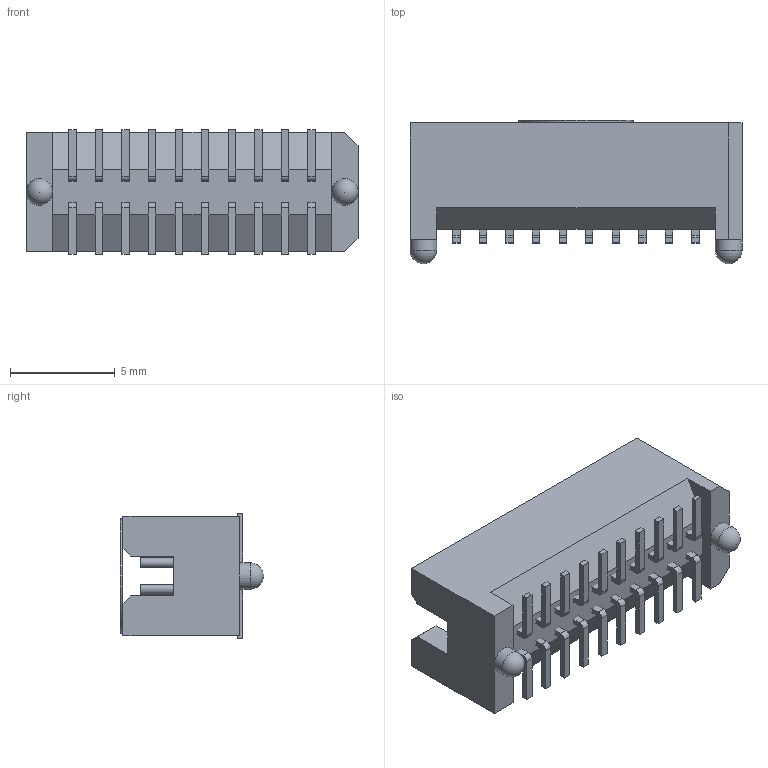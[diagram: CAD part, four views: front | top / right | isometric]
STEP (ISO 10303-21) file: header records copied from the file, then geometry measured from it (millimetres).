
FILE_DESCRIPTION(/* description */ ('STEP AP214'),/* implementation_level */ '2;1');
FILE_NAME(/* name */ 'TFM-110-02-SM-D-A-K-TR',/* time_stamp */ '2022-12-03T20:15:44+01:00',/* author */ ('License CC BY-ND 4.0'),/* organization */ ('CADENAS'),/* preprocessor_version */ 'ST-DEVELOPER v18.102',/* originating_system */ 'PARTsolutions',/* authorisation */ ' ');
FILE_SCHEMA (('AUTOMOTIVE_DESIGN {1 0 10303 214 3 1 1}'));
Length unit declared in the file: inch
Products named in the file (4): TFM-110-02-SM-D-A-K-TR; TFM-K_polyamide_pick; TFM-110-02-L-D_pins; TFM-110-02-L-D-A_terminal
Assembly tree (3 placements, depth 2):
  TFM-110-02-SM-D-A-K-TR
    TFM-K_polyamide_pick
    TFM-110-02-L-D_pins
    TFM-110-02-L-D-A_terminal
Bounding box: 15.88 x 6.86 x 5.97 mm (x, y, z)
Volume: 258.1 mm3; surface area: 815.1 mm2
Topology: 3 solids, 3 shells, 261 faces, 719 edges, 482 vertices
Faces by surface type: plane 196, cylinder 63, sphere 2
Full cylindrical faces by diameter (mm): 0.457 x20, 1.27 x2, 5.486 x1
Entity records: 8020 total; most frequent: CARTESIAN_POINT 1391, ORIENTED_EDGE 1338, DIRECTION 1327, EDGE_CURVE 669, LINE 541, VECTOR 541, VERTEX_POINT 457, AXIS2_PLACEMENT_3D 393
